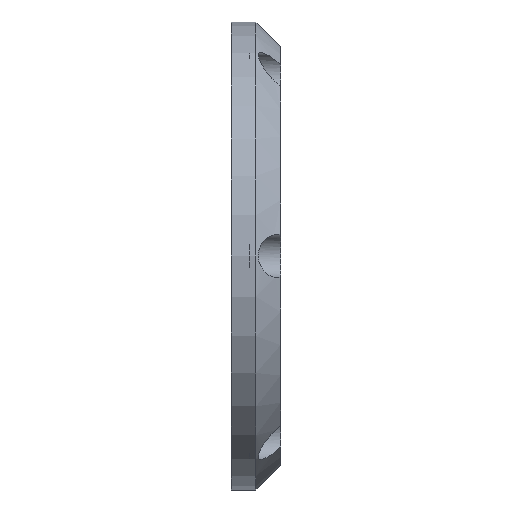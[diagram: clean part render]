
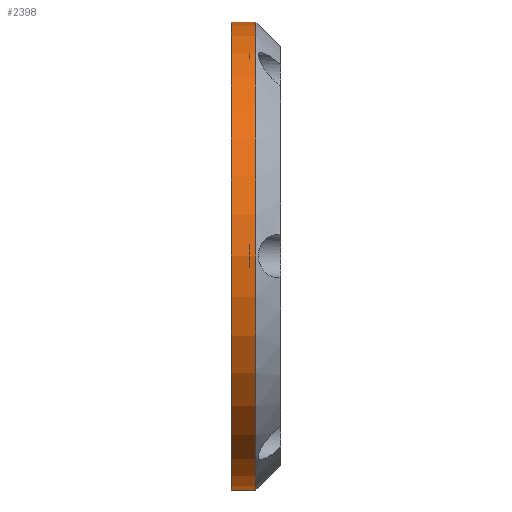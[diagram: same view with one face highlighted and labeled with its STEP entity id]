
A CAD part, front view. The second image highlights one B-rep face of the part: STEP entity #2398.
In plain terms, the highlighted cylindrical face has radius 37.993 mm (diameter 75.986 mm), a partial arc.
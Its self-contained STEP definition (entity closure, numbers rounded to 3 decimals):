
#4 = DIRECTION ( 'NONE',  ( -1., 0., 0. ) ) ;
#106 = CARTESIAN_POINT ( 'NONE',  ( 4., -130.43, 56.535 ) ) ;
#174 = VERTEX_POINT ( 'NONE', #2403 ) ;
#227 = AXIS2_PLACEMENT_3D ( 'NONE', #1656, #2903, #745 ) ;
#331 = LINE ( 'NONE', #2505, #478 ) ;
#366 = CYLINDRICAL_SURFACE ( 'NONE', #227, 37.993 ) ;
#478 = VECTOR ( 'NONE', #4, 1000. ) ;
#630 = VERTEX_POINT ( 'NONE', #1883 ) ;
#687 = FACE_OUTER_BOUND ( 'NONE', #2933, .T. ) ;
#745 = DIRECTION ( 'NONE',  ( 0., 0., 1. ) ) ;
#878 = ORIENTED_EDGE ( 'NONE', *, *, #1368, .T. ) ;
#988 = AXIS2_PLACEMENT_3D ( 'NONE', #2452, #3686, #2472 ) ;
#1207 = ORIENTED_EDGE ( 'NONE', *, *, #1906, .F. ) ;
#1274 = ORIENTED_EDGE ( 'NONE', *, *, #2059, .T. ) ;
#1368 = EDGE_CURVE ( 'NONE', #2383, #174, #331, .T. ) ;
#1580 = CIRCLE ( 'NONE', #988, 37.993 ) ;
#1656 = CARTESIAN_POINT ( 'NONE',  ( 115.461, -130.43, 18.542 ) ) ;
#1883 = CARTESIAN_POINT ( 'NONE',  ( 4., -130.43, -19.451 ) ) ;
#1906 = EDGE_CURVE ( 'NONE', #630, #2634, #2964, .T. ) ;
#1993 = CARTESIAN_POINT ( 'NONE',  ( 0., -130.43, -19.451 ) ) ;
#2059 = EDGE_CURVE ( 'NONE', #630, #2383, #1580, .T. ) ;
#2174 = CARTESIAN_POINT ( 'NONE',  ( 0., -130.43, 18.542 ) ) ;
#2376 = CIRCLE ( 'NONE', #2779, 37.993 ) ;
#2383 = VERTEX_POINT ( 'NONE', #106 ) ;
#2398 = ADVANCED_FACE ( 'NONE', ( #687 ), #366, .T. ) ;
#2403 = CARTESIAN_POINT ( 'NONE',  ( 0., -130.43, 56.535 ) ) ;
#2452 = CARTESIAN_POINT ( 'NONE',  ( 4., -130.43, 18.542 ) ) ;
#2472 = DIRECTION ( 'NONE',  ( 0., 0., -1. ) ) ;
#2505 = CARTESIAN_POINT ( 'NONE',  ( 115.461, -130.43, 56.535 ) ) ;
#2540 = VECTOR ( 'NONE', #3535, 1000. ) ;
#2634 = VERTEX_POINT ( 'NONE', #1993 ) ;
#2779 = AXIS2_PLACEMENT_3D ( 'NONE', #2174, #2812, #3414 ) ;
#2812 = DIRECTION ( 'NONE',  ( -1., 0., 0. ) ) ;
#2903 = DIRECTION ( 'NONE',  ( -1., 0., 0. ) ) ;
#2933 = EDGE_LOOP ( 'NONE', ( #1207, #1274, #878, #3008 ) ) ;
#2964 = LINE ( 'NONE', #3238, #2540 ) ;
#3008 = ORIENTED_EDGE ( 'NONE', *, *, #3919, .F. ) ;
#3238 = CARTESIAN_POINT ( 'NONE',  ( 115.461, -130.43, -19.451 ) ) ;
#3414 = DIRECTION ( 'NONE',  ( 0., 0., 1. ) ) ;
#3535 = DIRECTION ( 'NONE',  ( -1., 0., 0. ) ) ;
#3686 = DIRECTION ( 'NONE',  ( -1., 0., 0. ) ) ;
#3919 = EDGE_CURVE ( 'NONE', #2634, #174, #2376, .T. ) ;
